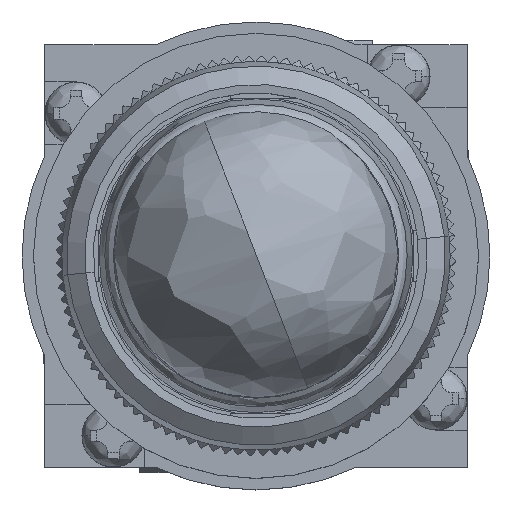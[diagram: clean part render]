
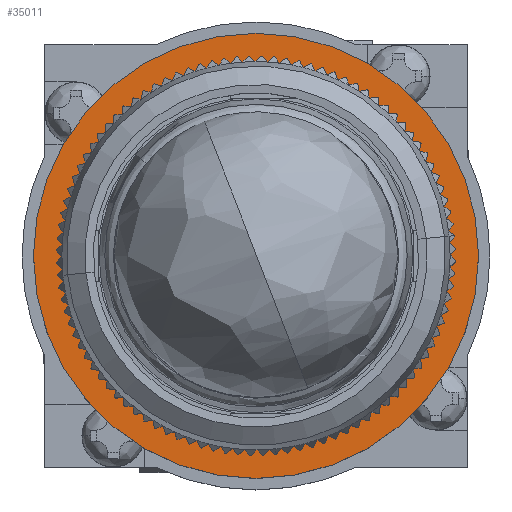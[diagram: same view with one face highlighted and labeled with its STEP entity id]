
A CAD part, top view. The second image highlights one B-rep face of the part: STEP entity #35011.
In plain terms, the highlighted planar face has unit normal (0, 0, 1).
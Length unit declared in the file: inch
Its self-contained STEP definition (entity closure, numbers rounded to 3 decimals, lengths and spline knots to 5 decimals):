
#2088 = CARTESIAN_POINT ( 'NONE',  ( 0.05793, -0.13148, 2.19685 ) ) ;
#2149 = CIRCLE ( 'NONE', #74939, 0.58661 ) ;
#2162 = EDGE_CURVE ( 'NONE', #11964, #49929, #77446, .T. ) ;
#6540 = DIRECTION ( 'NONE',  ( -1., 0., 0. ) ) ;
#10678 = ORIENTED_EDGE ( 'NONE', *, *, #55646, .T. ) ;
#11964 = VERTEX_POINT ( 'NONE', #84181 ) ;
#12879 = DIRECTION ( 'NONE',  ( 1., 0., 0. ) ) ;
#17167 = DIRECTION ( 'NONE',  ( -1., 0., 0. ) ) ;
#17599 = DIRECTION ( 'NONE',  ( -1., 0., 0. ) ) ;
#17833 = CARTESIAN_POINT ( 'NONE',  ( 0.05793, -0.13148, 2.19685 ) ) ;
#18336 = EDGE_CURVE ( 'NONE', #91556, #70997, #33505, .T. ) ;
#18821 = CIRCLE ( 'NONE', #29275, 0.76772 ) ;
#19468 = ORIENTED_EDGE ( 'NONE', *, *, #54133, .T. ) ;
#21696 = FACE_OUTER_BOUND ( 'NONE', #70315, .T. ) ;
#22056 = AXIS2_PLACEMENT_3D ( 'NONE', #45611, #100369, #6540 ) ;
#22467 = DIRECTION ( 'NONE',  ( 0., 0., 1. ) ) ;
#26801 = CARTESIAN_POINT ( 'NONE',  ( -0.52868, -0.13148, 2.19685 ) ) ;
#29275 = AXIS2_PLACEMENT_3D ( 'NONE', #77263, #22467, #61814 ) ;
#33505 = CIRCLE ( 'NONE', #22056, 0.58661 ) ;
#35011 = ADVANCED_FACE ( 'NONE', ( #63309, #21696 ), #49824, .T. ) ;
#36015 = AXIS2_PLACEMENT_3D ( 'NONE', #65587, #67613, #12879 ) ;
#45611 = CARTESIAN_POINT ( 'NONE',  ( 0.05793, -0.13148, 2.19685 ) ) ;
#49824 = PLANE ( 'NONE',  #36015 ) ;
#49929 = VERTEX_POINT ( 'NONE', #90636 ) ;
#50073 = DIRECTION ( 'NONE',  ( 0., 0., 1. ) ) ;
#54133 = EDGE_CURVE ( 'NONE', #70997, #91556, #2149, .T. ) ;
#55646 = EDGE_CURVE ( 'NONE', #49929, #11964, #18821, .T. ) ;
#61814 = DIRECTION ( 'NONE',  ( -1., 0., 0. ) ) ;
#63309 = FACE_BOUND ( 'NONE', #82754, .T. ) ;
#64932 = AXIS2_PLACEMENT_3D ( 'NONE', #2088, #50073, #17599 ) ;
#65587 = CARTESIAN_POINT ( 'NONE',  ( 0.05793, -0.13148, 2.19685 ) ) ;
#66331 = ORIENTED_EDGE ( 'NONE', *, *, #2162, .T. ) ;
#67613 = DIRECTION ( 'NONE',  ( 0., 0., 1. ) ) ;
#70315 = EDGE_LOOP ( 'NONE', ( #66331, #10678 ) ) ;
#70997 = VERTEX_POINT ( 'NONE', #83437 ) ;
#74939 = AXIS2_PLACEMENT_3D ( 'NONE', #17833, #96849, #17167 ) ;
#77263 = CARTESIAN_POINT ( 'NONE',  ( 0.05793, -0.13148, 2.19685 ) ) ;
#77446 = CIRCLE ( 'NONE', #64932, 0.76772 ) ;
#82754 = EDGE_LOOP ( 'NONE', ( #98333, #19468 ) ) ;
#83437 = CARTESIAN_POINT ( 'NONE',  ( 0.64455, -0.13148, 2.19685 ) ) ;
#84181 = CARTESIAN_POINT ( 'NONE',  ( -0.70978, -0.13148, 2.19685 ) ) ;
#90636 = CARTESIAN_POINT ( 'NONE',  ( 0.82565, -0.13148, 2.19685 ) ) ;
#91556 = VERTEX_POINT ( 'NONE', #26801 ) ;
#96849 = DIRECTION ( 'NONE',  ( 0., 0., -1. ) ) ;
#98333 = ORIENTED_EDGE ( 'NONE', *, *, #18336, .T. ) ;
#100369 = DIRECTION ( 'NONE',  ( 0., 0., -1. ) ) ;
